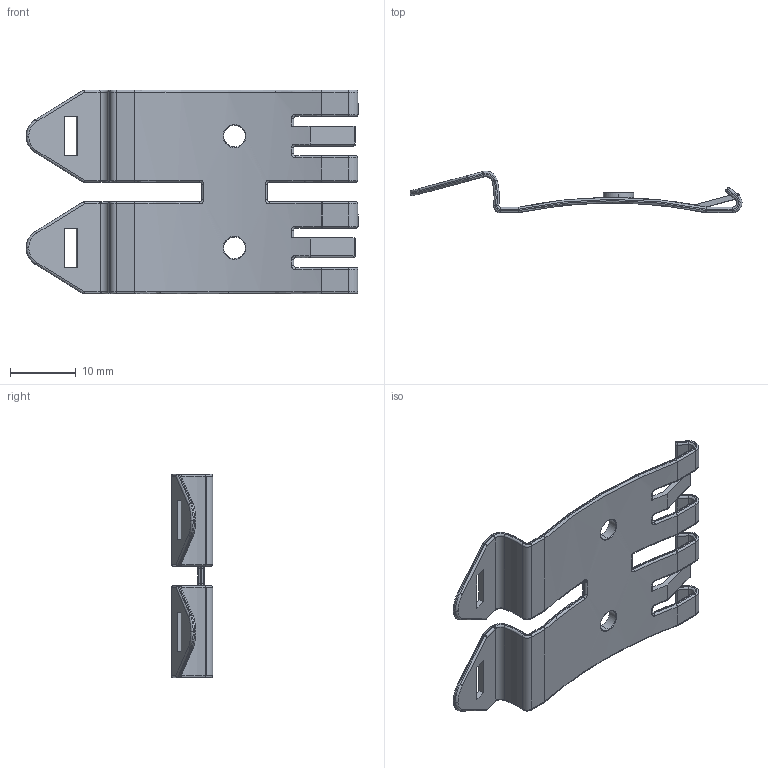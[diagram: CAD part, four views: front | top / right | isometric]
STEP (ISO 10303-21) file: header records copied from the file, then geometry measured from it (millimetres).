
FILE_DESCRIPTION (( 'STEP AP214' ), '1' );
FILE_NAME ('1030-025.STEP', '2024-08-01T11:58:02', ( '' ), ( '' ), 'SwSTEP 2.0', 'SolidWorks 2022', '' );
FILE_SCHEMA (( 'AUTOMOTIVE_DESIGN' ));
Length unit declared in the file: millimetre
Products named in the file (1): 1030-025
Bounding box: 50.54 x 6.3 x 31 mm (x, y, z)
Volume: 1148.3 mm3; surface area: 3145.5 mm2
Topology: 1 solids, 1 shells, 360 faces, 852 edges, 477 vertices
Faces by surface type: cylinder 154, torus 82, plane 68, sphere 32, bspline 24
Entity records: 14685 total; most frequent: CARTESIAN_POINT 6512, DIRECTION 1832, ORIENTED_EDGE 1658, EDGE_CURVE 829, AXIS2_PLACEMENT_3D 753, VERTEX_POINT 473, CIRCLE 416, EDGE_LOOP 370
